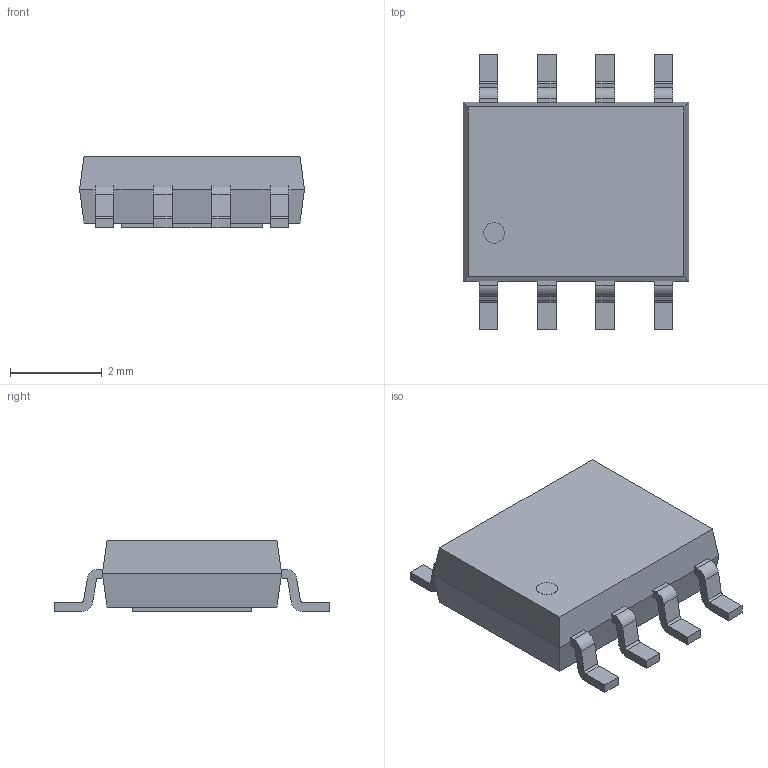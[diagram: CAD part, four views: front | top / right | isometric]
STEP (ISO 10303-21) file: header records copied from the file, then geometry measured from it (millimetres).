
FILE_DESCRIPTION (( 'STEP AP214' ), '1' );
FILE_NAME ('SOP-8_L4.9-W3.9-P1.27-LS6.0-BL-EP-3.STEP', '2021-11-10T00:28:27', ( 'PC' ), ( 'Microsoft' ), 'SwSTEP 2.0', 'SolidWorks 2018', '' );
FILE_SCHEMA (( 'AUTOMOTIVE_DESIGN' ));
Length unit declared in the file: millimetre
Products named in the file (2): SOP-8_L4.9-W3.9-P1.27-LS6.0-BL-EP-3
Bounding box: 4.9 x 6 x 1.55 mm (x, y, z)
Volume: 28.3 mm3; surface area: 76.5 mm2
Topology: 1 solids, 1 shells, 181 faces, 506 edges, 336 vertices
Faces by surface type: plane 133, cylinder 34, bspline 14
Entity records: 8496 total; most frequent: CARTESIAN_POINT 1823, ORIENTED_EDGE 1012, DIRECTION 884, EDGE_CURVE 506, VECTOR 410, LINE 410, VERTEX_POINT 336, AXIS2_PLACEMENT_3D 237
